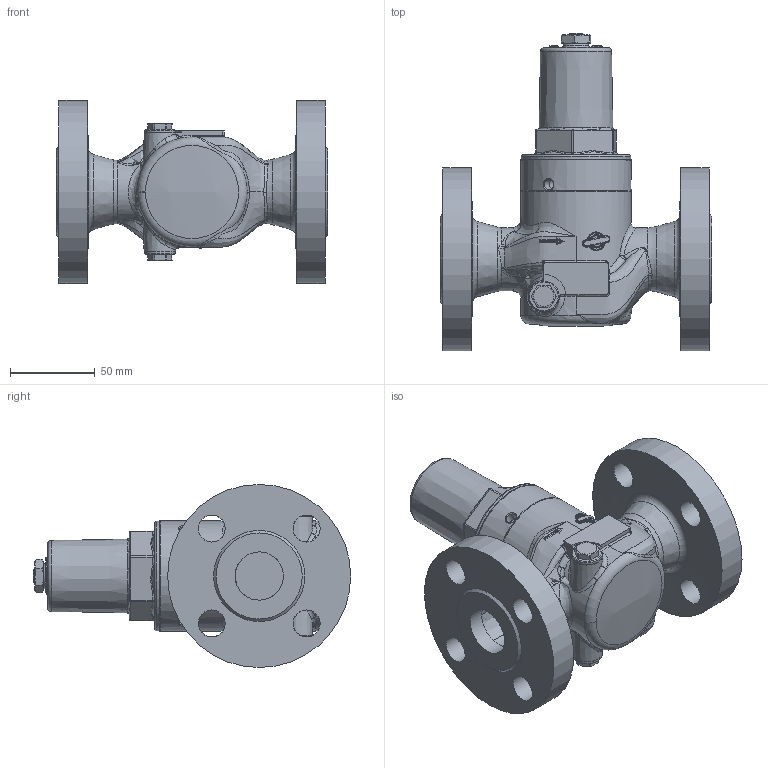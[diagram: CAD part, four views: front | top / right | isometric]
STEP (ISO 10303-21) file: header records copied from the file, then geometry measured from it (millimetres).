
FILE_DESCRIPTION(/* description */ (''),/* implementation_level */ '2;1');
FILE_NAME(/* name */ '082404-61330.stp',/* time_stamp */ '2024-10-14T12:35:24+02:00',/* author */ ('Stefan.Junkers'),/* organization */ (''),/* preprocessor_version */ 'ST-DEVELOPER v20',/* originating_system */ 'Autodesk Inventor 2025',/* authorisation */ '');
FILE_SCHEMA (('AUTOMOTIVE_DESIGN { 1 0 10303 214 3 1 1 }'));
Products named in the file (1): 082404-61330.20241014_step
Bounding box: 160 x 187.28 x 108 mm (x, y, z)
Volume: 799390.6 mm3; surface area: 96537.9 mm2
Topology: 1 solids, 3 shells, 546 faces, 1497 edges, 961 vertices
Faces by surface type: bspline 264, plane 123, cylinder 83, cone 41, torus 26, sphere 9
Full cylindrical faces by diameter (mm): 2 x1, 5 x1, 6.1 x3, 15 x1, 15.9 x8, 18 x2, 28.5 x2, 65 x2, 108 x2
Entity records: 36583 total; most frequent: CARTESIAN_POINT 24501, ORIENTED_EDGE 2958, DIRECTION 1521, EDGE_CURVE 1479, VERTEX_POINT 958, B_SPLINE_CURVE_WITH_KNOTS 838, AXIS2_PLACEMENT_3D 645, EDGE_LOOP 583
